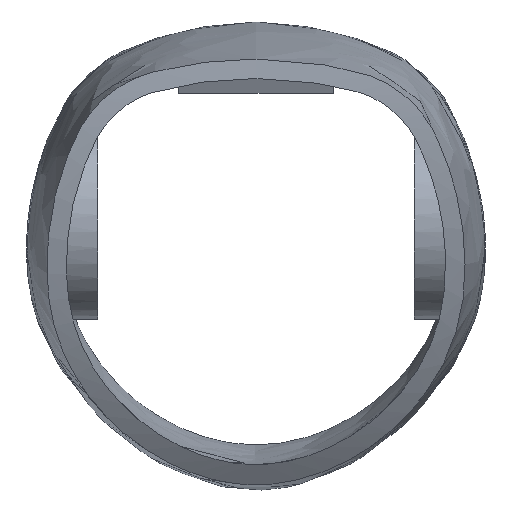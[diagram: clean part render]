
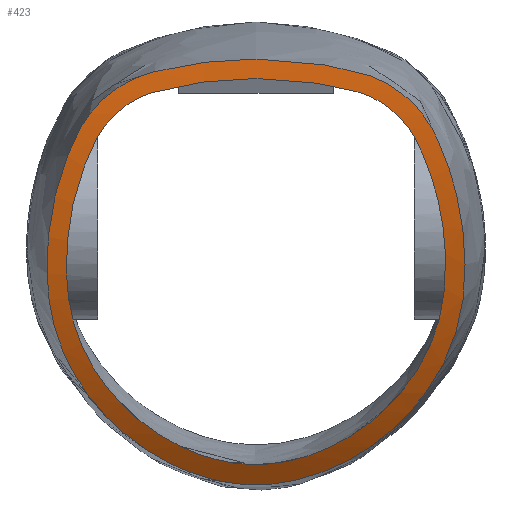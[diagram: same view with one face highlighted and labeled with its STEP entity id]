
A CAD part, front view. The second image highlights one B-rep face of the part: STEP entity #423.
In plain terms, the highlighted cylindrical face has radius 36.257 mm (diameter 72.514 mm), a partial arc.
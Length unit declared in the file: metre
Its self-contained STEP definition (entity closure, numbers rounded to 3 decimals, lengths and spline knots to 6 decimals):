
#100=CYLINDRICAL_SURFACE('',#466,0.036257);
#147=ORIENTED_EDGE('',*,*,#237,.F.);
#148=ORIENTED_EDGE('',*,*,#220,.T.);
#220=EDGE_CURVE('',#276,#276,#317,.T.);
#237=EDGE_CURVE('',#292,#292,#329,.T.);
#276=VERTEX_POINT('',#971);
#292=VERTEX_POINT('',#1689);
#317=B_SPLINE_CURVE_WITH_KNOTS('',3,(#938,#939,#940,#941,#942,#943,#944,
#945,#946,#947,#948,#949,#950,#951,#952,#953,#954,#955,#956,#957,#958,#959,
#960,#961,#962,#963,#964,#965,#966,#967,#968,#969,#970),.UNSPECIFIED.,.T.,
 .F.,(1,1,1,1,1,1,1,1,1,1,1,1,1,1,1,1,1,1,1,1,1,1,1,1,1,1,1,1,1,1,1,1,1,
1,1,1,1),(-0.006115,-0.004077,-0.002038,
0.,0.002038,0.004077,0.006115,
0.008154,0.009173,0.010192,0.012231,
0.014269,0.016308,0.018346,0.020385,
0.024461,0.028538,0.030577,0.032615,
0.034654,0.036692,0.040769,0.044846,
0.046885,0.048923,0.050961,0.053,
0.055038,0.056058,0.057077,0.059115,
0.061154,0.063192,0.065231,0.067269,
0.069308,0.071346),.UNSPECIFIED.);
#329=B_SPLINE_CURVE_WITH_KNOTS('',3,(#1654,#1655,#1656,#1657,#1658,#1659,
#1660,#1661,#1662,#1663,#1664,#1665,#1666,#1667,#1668,#1669,#1670,#1671,
#1672,#1673,#1674,#1675,#1676,#1677,#1678,#1679,#1680,#1681,#1682,#1683,
#1684,#1685,#1686,#1687,#1688),.UNSPECIFIED.,.T.,.F.,(1,1,1,1,1,1,1,1,1,
1,1,1,1,1,1,1,1,1,1,1,1,1,1,1,1,1,1,1,1,1,1,1,1,1,1,1,1,1,1),(-0.005663,
-0.00453,-0.002265,0.,0.002265,
0.00453,0.005663,0.006796,0.009061,
0.010193,0.011326,0.013591,0.015857,
0.018122,0.020387,0.022652,0.027183,
0.031713,0.033978,0.036244,0.038509,
0.040774,0.045304,0.049835,0.0521,
0.054365,0.05663,0.058896,0.061161,
0.062294,0.063426,0.065691,0.066824,
0.067957,0.070222,0.072487,0.074752,
0.077017,0.07815),.UNSPECIFIED.);
#350=EDGE_LOOP('',(#147));
#351=EDGE_LOOP('',(#148));
#391=FACE_BOUND('',#350,.T.);
#392=FACE_BOUND('',#351,.T.);
#423=ADVANCED_FACE('',(#391,#392),#100,.T.);
#466=AXIS2_PLACEMENT_3D('',#1716,#526,#527);
#526=DIRECTION('',(1.,0.,0.));
#527=DIRECTION('',(0.,0.,-1.));
#938=CARTESIAN_POINT('',(-0.002066,0.008016,0.011426));
#939=CARTESIAN_POINT('',(0.000004,0.008013,0.011527));
#940=CARTESIAN_POINT('',(0.002052,0.008016,0.011427));
#941=CARTESIAN_POINT('',(0.004055,0.008026,0.01111));
#942=CARTESIAN_POINT('',(0.006087,0.008045,0.01064));
#943=CARTESIAN_POINT('',(0.007482,0.008112,0.009563));
#944=CARTESIAN_POINT('',(0.008272,0.008226,0.008428));
#945=CARTESIAN_POINT('',(0.008827,0.008383,0.00718));
#946=CARTESIAN_POINT('',(0.009386,0.00865,0.005571));
#947=CARTESIAN_POINT('',(0.009762,0.00909,0.0036));
#948=CARTESIAN_POINT('',(0.009864,0.009646,0.001633));
#949=CARTESIAN_POINT('',(0.00971,0.010321,-0.000318));
#950=CARTESIAN_POINT('',(0.008995,0.011327,-0.00277));
#951=CARTESIAN_POINT('',(0.007212,0.012693,-0.005437));
#952=CARTESIAN_POINT('',(0.004598,0.013917,-0.00737));
#953=CARTESIAN_POINT('',(0.00209,0.014569,-0.008316));
#954=CARTESIAN_POINT('',(0.000032,0.014778,-0.008608));
#955=CARTESIAN_POINT('',(-0.002034,0.01458,-0.008331));
#956=CARTESIAN_POINT('',(-0.00456,0.013932,-0.007394));
#957=CARTESIAN_POINT('',(-0.007185,0.012708,-0.005461));
#958=CARTESIAN_POINT('',(-0.008971,0.011351,-0.002822));
#959=CARTESIAN_POINT('',(-0.009704,0.010335,-0.000354));
#960=CARTESIAN_POINT('',(-0.009864,0.009663,0.001581));
#961=CARTESIAN_POINT('',(-0.009765,0.009096,0.003575));
#962=CARTESIAN_POINT('',(-0.009394,0.008656,0.005539));
#963=CARTESIAN_POINT('',(-0.008838,0.008387,0.007152));
#964=CARTESIAN_POINT('',(-0.008284,0.008228,0.008404));
#965=CARTESIAN_POINT('',(-0.007501,0.008114,0.009544));
#966=CARTESIAN_POINT('',(-0.006115,0.008045,0.010628));
#967=CARTESIAN_POINT('',(-0.004079,0.008027,0.011106));
#968=CARTESIAN_POINT('',(-0.002066,0.008016,0.011426));
#969=CARTESIAN_POINT('',(0.000004,0.008013,0.011527));
#970=CARTESIAN_POINT('',(0.002052,0.008016,0.011427));
#971=CARTESIAN_POINT('',(0.,0.008014,0.011494));
#1654=CARTESIAN_POINT('',(-0.002288,0.008,0.012421));
#1655=CARTESIAN_POINT('',(0.000004,0.008,0.012539));
#1656=CARTESIAN_POINT('',(0.002271,0.008,0.012422));
#1657=CARTESIAN_POINT('',(0.004134,0.008002,0.012108));
#1658=CARTESIAN_POINT('',(0.005618,0.008007,0.01177));
#1659=CARTESIAN_POINT('',(0.007023,0.008021,0.011197));
#1660=CARTESIAN_POINT('',(0.008224,0.008062,0.010234));
#1661=CARTESIAN_POINT('',(0.009106,0.008166,0.008988));
#1662=CARTESIAN_POINT('',(0.009732,0.008318,0.007623));
#1663=CARTESIAN_POINT('',(0.01035,0.008592,0.005853));
#1664=CARTESIAN_POINT('',(0.010766,0.00906,0.003699));
#1665=CARTESIAN_POINT('',(0.010873,0.009683,0.001503));
#1666=CARTESIAN_POINT('',(0.010692,0.010424,-0.000597));
#1667=CARTESIAN_POINT('',(0.009878,0.011573,-0.003311));
#1668=CARTESIAN_POINT('',(0.007924,0.013121,-0.006189));
#1669=CARTESIAN_POINT('',(0.005062,0.014546,-0.008304));
#1670=CARTESIAN_POINT('',(0.002305,0.015315,-0.009342));
#1671=CARTESIAN_POINT('',(0.00004,0.015562,-0.009662));
#1672=CARTESIAN_POINT('',(-0.002232,0.015329,-0.009361));
#1673=CARTESIAN_POINT('',(-0.004999,0.014571,-0.00834));
#1674=CARTESIAN_POINT('',(-0.00787,0.013155,-0.006244));
#1675=CARTESIAN_POINT('',(-0.009842,0.011607,-0.003379));
#1676=CARTESIAN_POINT('',(-0.010677,0.010457,-0.000682));
#1677=CARTESIAN_POINT('',(-0.010872,0.009704,0.001438));
#1678=CARTESIAN_POINT('',(-0.010774,0.009077,0.003634));
#1679=CARTESIAN_POINT('',(-0.010366,0.008603,0.005797));
#1680=CARTESIAN_POINT('',(-0.00975,0.008324,0.007577));
#1681=CARTESIAN_POINT('',(-0.009128,0.00817,0.008948));
#1682=CARTESIAN_POINT('',(-0.008255,0.008064,0.010203));
#1683=CARTESIAN_POINT('',(-0.00706,0.008022,0.011173));
#1684=CARTESIAN_POINT('',(-0.005656,0.008007,0.011759));
#1685=CARTESIAN_POINT('',(-0.004165,0.008002,0.012102));
#1686=CARTESIAN_POINT('',(-0.002288,0.008,0.012421));
#1687=CARTESIAN_POINT('',(0.000004,0.008,0.012539));
#1688=CARTESIAN_POINT('',(0.002271,0.008,0.012422));
#1689=CARTESIAN_POINT('',(0.,0.008,0.0125));
#1716=CARTESIAN_POINT('',(-0.223482,0.044257,0.0125));
